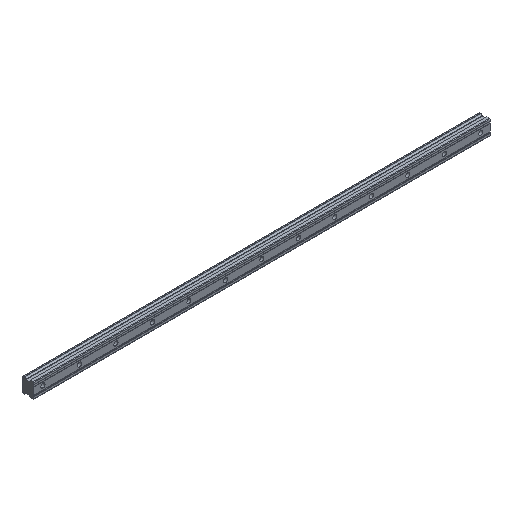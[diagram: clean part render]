
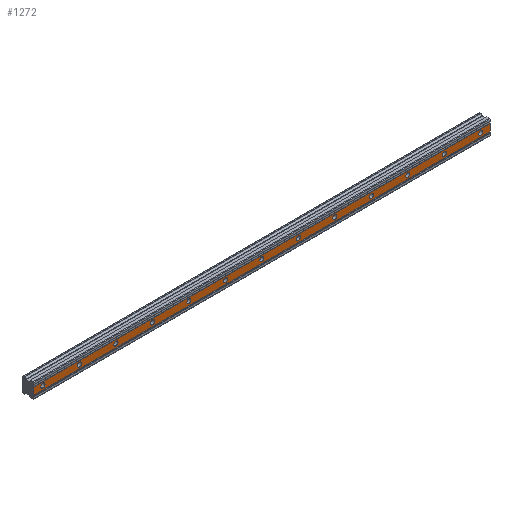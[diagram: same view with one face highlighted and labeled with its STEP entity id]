
A CAD part, isometric view. The second image highlights one B-rep face of the part: STEP entity #1272.
In plain terms, the highlighted planar face has unit normal (0, -1, 0).
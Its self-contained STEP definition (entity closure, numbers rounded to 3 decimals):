
#37=LINE('',#1998,#117);
#39=LINE('',#2002,#119);
#40=LINE('',#2004,#120);
#41=LINE('',#2005,#121);
#117=VECTOR('',#1664,1000.);
#119=VECTOR('',#1668,15.5);
#120=VECTOR('',#1669,1000.);
#121=VECTOR('',#1670,15.5);
#247=FACE_BOUND('',#433,.T.);
#248=FACE_BOUND('',#434,.T.);
#249=FACE_BOUND('',#435,.T.);
#250=FACE_BOUND('',#436,.T.);
#251=FACE_BOUND('',#437,.T.);
#252=FACE_BOUND('',#438,.T.);
#253=FACE_BOUND('',#439,.T.);
#254=FACE_BOUND('',#440,.T.);
#255=FACE_BOUND('',#441,.T.);
#256=FACE_BOUND('',#442,.T.);
#257=FACE_BOUND('',#443,.T.);
#258=FACE_BOUND('',#444,.T.);
#259=FACE_BOUND('',#445,.T.);
#320=FACE_OUTER_BOUND('',#432,.T.);
#432=EDGE_LOOP('',(#926,#927,#928,#929));
#433=EDGE_LOOP('',(#930));
#434=EDGE_LOOP('',(#931));
#435=EDGE_LOOP('',(#932));
#436=EDGE_LOOP('',(#933));
#437=EDGE_LOOP('',(#934));
#438=EDGE_LOOP('',(#935));
#439=EDGE_LOOP('',(#936));
#440=EDGE_LOOP('',(#937));
#441=EDGE_LOOP('',(#938));
#442=EDGE_LOOP('',(#939));
#443=EDGE_LOOP('',(#940));
#444=EDGE_LOOP('',(#941));
#445=EDGE_LOOP('',(#942));
#487=CIRCLE('',#1306,4.5);
#488=CIRCLE('',#1308,4.5);
#492=CIRCLE('',#1314,4.5);
#496=CIRCLE('',#1320,4.5);
#500=CIRCLE('',#1326,4.5);
#504=CIRCLE('',#1332,4.5);
#508=CIRCLE('',#1338,4.5);
#512=CIRCLE('',#1344,4.5);
#516=CIRCLE('',#1350,4.5);
#520=CIRCLE('',#1356,4.5);
#524=CIRCLE('',#1362,4.5);
#528=CIRCLE('',#1368,4.5);
#532=CIRCLE('',#1374,4.5);
#555=VERTEX_POINT('',#1815);
#556=VERTEX_POINT('',#1818);
#560=VERTEX_POINT('',#1828);
#564=VERTEX_POINT('',#1838);
#568=VERTEX_POINT('',#1848);
#572=VERTEX_POINT('',#1858);
#576=VERTEX_POINT('',#1868);
#580=VERTEX_POINT('',#1878);
#584=VERTEX_POINT('',#1888);
#588=VERTEX_POINT('',#1898);
#592=VERTEX_POINT('',#1908);
#596=VERTEX_POINT('',#1918);
#600=VERTEX_POINT('',#1928);
#620=VERTEX_POINT('',#1995);
#621=VERTEX_POINT('',#1997);
#622=VERTEX_POINT('',#2001);
#623=VERTEX_POINT('',#2003);
#671=EDGE_CURVE('',#555,#555,#487,.T.);
#672=EDGE_CURVE('',#556,#556,#488,.T.);
#676=EDGE_CURVE('',#560,#560,#492,.T.);
#680=EDGE_CURVE('',#564,#564,#496,.T.);
#684=EDGE_CURVE('',#568,#568,#500,.T.);
#688=EDGE_CURVE('',#572,#572,#504,.T.);
#692=EDGE_CURVE('',#576,#576,#508,.T.);
#696=EDGE_CURVE('',#580,#580,#512,.T.);
#700=EDGE_CURVE('',#584,#584,#516,.T.);
#704=EDGE_CURVE('',#588,#588,#520,.T.);
#708=EDGE_CURVE('',#592,#592,#524,.T.);
#712=EDGE_CURVE('',#596,#596,#528,.T.);
#716=EDGE_CURVE('',#600,#600,#532,.T.);
#743=EDGE_CURVE('',#621,#620,#37,.T.);
#745=EDGE_CURVE('',#620,#622,#39,.T.);
#746=EDGE_CURVE('',#623,#622,#40,.T.);
#747=EDGE_CURVE('',#623,#621,#41,.T.);
#926=ORIENTED_EDGE('',*,*,#745,.T.);
#927=ORIENTED_EDGE('',*,*,#746,.F.);
#928=ORIENTED_EDGE('',*,*,#747,.T.);
#929=ORIENTED_EDGE('',*,*,#743,.T.);
#930=ORIENTED_EDGE('',*,*,#671,.T.);
#931=ORIENTED_EDGE('',*,*,#712,.T.);
#932=ORIENTED_EDGE('',*,*,#708,.T.);
#933=ORIENTED_EDGE('',*,*,#704,.T.);
#934=ORIENTED_EDGE('',*,*,#700,.T.);
#935=ORIENTED_EDGE('',*,*,#696,.T.);
#936=ORIENTED_EDGE('',*,*,#692,.T.);
#937=ORIENTED_EDGE('',*,*,#688,.T.);
#938=ORIENTED_EDGE('',*,*,#684,.T.);
#939=ORIENTED_EDGE('',*,*,#680,.T.);
#940=ORIENTED_EDGE('',*,*,#676,.T.);
#941=ORIENTED_EDGE('',*,*,#672,.T.);
#942=ORIENTED_EDGE('',*,*,#716,.T.);
#1133=PLANE('',#1399);
#1272=ADVANCED_FACE('',(#320,#247,#248,#249,#250,#251,#252,#253,#254,#255,
#256,#257,#258,#259),#1133,.T.);
#1306=AXIS2_PLACEMENT_3D('',#1816,#1455,#1456);
#1308=AXIS2_PLACEMENT_3D('',#1819,#1459,#1460);
#1314=AXIS2_PLACEMENT_3D('',#1829,#1471,#1472);
#1320=AXIS2_PLACEMENT_3D('',#1839,#1483,#1484);
#1326=AXIS2_PLACEMENT_3D('',#1849,#1495,#1496);
#1332=AXIS2_PLACEMENT_3D('',#1859,#1507,#1508);
#1338=AXIS2_PLACEMENT_3D('',#1869,#1519,#1520);
#1344=AXIS2_PLACEMENT_3D('',#1879,#1531,#1532);
#1350=AXIS2_PLACEMENT_3D('',#1889,#1543,#1544);
#1356=AXIS2_PLACEMENT_3D('',#1899,#1555,#1556);
#1362=AXIS2_PLACEMENT_3D('',#1909,#1567,#1568);
#1368=AXIS2_PLACEMENT_3D('',#1919,#1579,#1580);
#1374=AXIS2_PLACEMENT_3D('',#1929,#1591,#1592);
#1399=AXIS2_PLACEMENT_3D('',#2000,#1666,#1667);
#1455=DIRECTION('center_axis',(0.,1.,0.));
#1456=DIRECTION('ref_axis',(1.,0.,0.));
#1459=DIRECTION('center_axis',(0.,1.,0.));
#1460=DIRECTION('ref_axis',(1.,0.,0.));
#1471=DIRECTION('center_axis',(0.,1.,0.));
#1472=DIRECTION('ref_axis',(1.,0.,0.));
#1483=DIRECTION('center_axis',(0.,1.,0.));
#1484=DIRECTION('ref_axis',(1.,0.,0.));
#1495=DIRECTION('center_axis',(0.,1.,0.));
#1496=DIRECTION('ref_axis',(1.,0.,0.));
#1507=DIRECTION('center_axis',(0.,1.,0.));
#1508=DIRECTION('ref_axis',(1.,0.,0.));
#1519=DIRECTION('center_axis',(0.,1.,0.));
#1520=DIRECTION('ref_axis',(1.,0.,0.));
#1531=DIRECTION('center_axis',(0.,1.,0.));
#1532=DIRECTION('ref_axis',(1.,0.,0.));
#1543=DIRECTION('center_axis',(0.,1.,0.));
#1544=DIRECTION('ref_axis',(1.,0.,0.));
#1555=DIRECTION('center_axis',(0.,1.,0.));
#1556=DIRECTION('ref_axis',(1.,0.,0.));
#1567=DIRECTION('center_axis',(0.,1.,0.));
#1568=DIRECTION('ref_axis',(1.,0.,0.));
#1579=DIRECTION('center_axis',(0.,1.,0.));
#1580=DIRECTION('ref_axis',(1.,0.,0.));
#1591=DIRECTION('center_axis',(0.,1.,0.));
#1592=DIRECTION('ref_axis',(1.,0.,0.));
#1664=DIRECTION('',(1.,0.,0.));
#1666=DIRECTION('center_axis',(0.,-1.,0.));
#1667=DIRECTION('ref_axis',(0.,0.,-1.));
#1668=DIRECTION('',(0.,0.,1.));
#1669=DIRECTION('',(1.,0.,0.));
#1670=DIRECTION('',(0.,0.,-1.));
#1815=CARTESIAN_POINT('',(975.5,0.,0.));
#1816=CARTESIAN_POINT('Origin',(980.,0.,0.));
#1818=CARTESIAN_POINT('',(15.5,0.,0.));
#1819=CARTESIAN_POINT('Origin',(20.,0.,0.));
#1828=CARTESIAN_POINT('',(95.5,0.,0.));
#1829=CARTESIAN_POINT('Origin',(100.,0.,0.));
#1838=CARTESIAN_POINT('',(175.5,0.,0.));
#1839=CARTESIAN_POINT('Origin',(180.,0.,0.));
#1848=CARTESIAN_POINT('',(255.5,0.,0.));
#1849=CARTESIAN_POINT('Origin',(260.,0.,0.));
#1858=CARTESIAN_POINT('',(335.5,0.,0.));
#1859=CARTESIAN_POINT('Origin',(340.,0.,0.));
#1868=CARTESIAN_POINT('',(415.5,0.,0.));
#1869=CARTESIAN_POINT('Origin',(420.,0.,0.));
#1878=CARTESIAN_POINT('',(495.5,0.,0.));
#1879=CARTESIAN_POINT('Origin',(500.,0.,0.));
#1888=CARTESIAN_POINT('',(575.5,0.,0.));
#1889=CARTESIAN_POINT('Origin',(580.,0.,0.));
#1898=CARTESIAN_POINT('',(655.5,0.,0.));
#1899=CARTESIAN_POINT('Origin',(660.,0.,0.));
#1908=CARTESIAN_POINT('',(735.5,0.,0.));
#1909=CARTESIAN_POINT('Origin',(740.,0.,0.));
#1918=CARTESIAN_POINT('',(815.5,0.,0.));
#1919=CARTESIAN_POINT('Origin',(820.,0.,0.));
#1928=CARTESIAN_POINT('',(895.5,0.,0.));
#1929=CARTESIAN_POINT('Origin',(900.,0.,0.));
#1995=CARTESIAN_POINT('',(1000.,0.,-8.5));
#1997=CARTESIAN_POINT('',(0.,0.,-8.5));
#1998=CARTESIAN_POINT('',(0.,0.,-8.5));
#2000=CARTESIAN_POINT('Origin',(0.,0.,-0.75));
#2001=CARTESIAN_POINT('',(1000.,0.,7.));
#2002=CARTESIAN_POINT('',(1000.,0.,-8.5));
#2003=CARTESIAN_POINT('',(0.,0.,7.));
#2004=CARTESIAN_POINT('',(0.,0.,7.));
#2005=CARTESIAN_POINT('',(0.,0.,7.));
